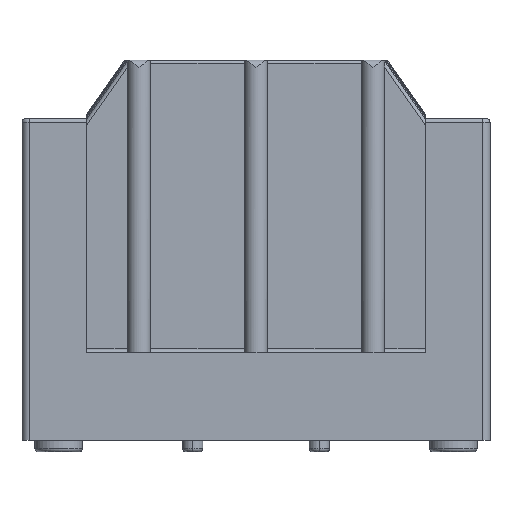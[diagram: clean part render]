
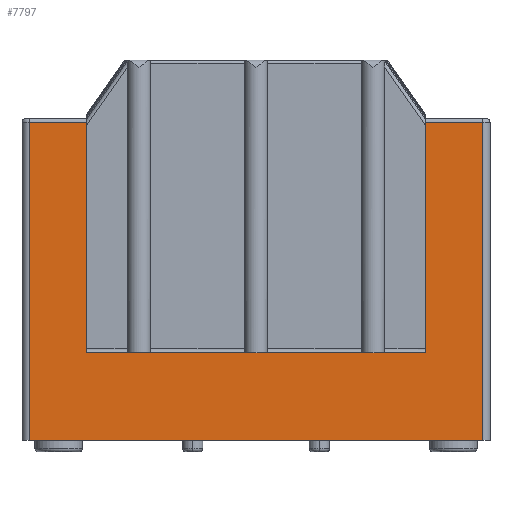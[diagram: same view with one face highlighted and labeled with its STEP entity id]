
A CAD part, left-side view. The second image highlights one B-rep face of the part: STEP entity #7797.
In plain terms, the highlighted planar face has unit normal (-1, 0, 0).
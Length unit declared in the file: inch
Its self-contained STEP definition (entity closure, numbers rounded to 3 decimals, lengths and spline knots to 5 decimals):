
#1331 = EDGE_CURVE ( 'NONE', #54691, #79301, #49400, .T. ) ;
#4821 = CARTESIAN_POINT ( 'NONE',  ( -1., -1.9375, 0. ) ) ;
#5058 = CARTESIAN_POINT ( 'NONE',  ( -1., 0., -2.5 ) ) ;
#5896 = DIRECTION ( 'NONE',  ( 0., 1., 0. ) ) ;
#6833 = EDGE_CURVE ( 'NONE', #83677, #54691, #70225, .T. ) ;
#7797 = ADVANCED_FACE ( 'NONE', ( #27684 ), #57890, .T. ) ;
#8264 = EDGE_LOOP ( 'NONE', ( #50319, #91080, #72938, #53685, #94373, #54758, #15001, #34212, #76257, #91932, #59450 ) ) ;
#9681 = LINE ( 'NONE', #4821, #48146 ) ;
#10042 = DIRECTION ( 'NONE',  ( 0., 1., 0. ) ) ;
#13575 = VECTOR ( 'NONE', #5896, 39.37008 ) ;
#14286 = EDGE_CURVE ( 'NONE', #79301, #51437, #81154, .T. ) ;
#14356 = CARTESIAN_POINT ( 'NONE',  ( -1., 0., -2.5 ) ) ;
#14357 = EDGE_CURVE ( 'NONE', #15118, #40370, #69062, .T. ) ;
#14457 = CARTESIAN_POINT ( 'NONE',  ( -1., 1.45, -2.5 ) ) ;
#14597 = LINE ( 'NONE', #80415, #68685 ) ;
#15001 = ORIENTED_EDGE ( 'NONE', *, *, #6833, .F. ) ;
#15118 = VERTEX_POINT ( 'NONE', #23043 ) ;
#17645 = AXIS2_PLACEMENT_3D ( 'NONE', #19920, #73637, #27619 ) ;
#19868 = VECTOR ( 'NONE', #10042, 39.37008 ) ;
#19920 = CARTESIAN_POINT ( 'NONE',  ( -1., 0., 0. ) ) ;
#20577 = EDGE_CURVE ( 'NONE', #63651, #40370, #29366, .T. ) ;
#21231 = VERTEX_POINT ( 'NONE', #77608 ) ;
#23043 = CARTESIAN_POINT ( 'NONE',  ( -1., -1.45, -2.5 ) ) ;
#26010 = LINE ( 'NONE', #42732, #43945 ) ;
#26759 = EDGE_CURVE ( 'NONE', #86615, #63651, #9681, .T. ) ;
#27619 = DIRECTION ( 'NONE',  ( 0., 0., 1. ) ) ;
#27684 = FACE_OUTER_BOUND ( 'NONE', #8264, .T. ) ;
#28154 = VECTOR ( 'NONE', #36700, 39.37008 ) ;
#28492 = CARTESIAN_POINT ( 'NONE',  ( -1., -1.9375, -3.25 ) ) ;
#28849 = DIRECTION ( 'NONE',  ( 0., -1., 0. ) ) ;
#28962 = VECTOR ( 'NONE', #28849, 39.37008 ) ;
#29002 = CARTESIAN_POINT ( 'NONE',  ( -1., -1.45, -2.5 ) ) ;
#29366 = LINE ( 'NONE', #76063, #88231 ) ;
#30025 = DIRECTION ( 'NONE',  ( 0., 1., 0. ) ) ;
#34212 = ORIENTED_EDGE ( 'NONE', *, *, #68456, .T. ) ;
#35680 = DIRECTION ( 'NONE',  ( 0., 0., -1. ) ) ;
#35876 = CARTESIAN_POINT ( 'NONE',  ( -1., 1.45, -2.5 ) ) ;
#36700 = DIRECTION ( 'NONE',  ( 0., 0., 1. ) ) ;
#37804 = CARTESIAN_POINT ( 'NONE',  ( -1., 1.9375, -3.25 ) ) ;
#40370 = VERTEX_POINT ( 'NONE', #68379 ) ;
#40701 = LINE ( 'NONE', #14457, #58742 ) ;
#42732 = CARTESIAN_POINT ( 'NONE',  ( -1., 1.9375, 0. ) ) ;
#43945 = VECTOR ( 'NONE', #35680, 39.37008 ) ;
#45752 = EDGE_CURVE ( 'NONE', #66857, #73388, #26010, .T. ) ;
#48146 = VECTOR ( 'NONE', #74449, 39.37008 ) ;
#49400 = LINE ( 'NONE', #67126, #28962 ) ;
#49752 = VECTOR ( 'NONE', #76201, 39.37008 ) ;
#50319 = ORIENTED_EDGE ( 'NONE', *, *, #26759, .T. ) ;
#51437 = VERTEX_POINT ( 'NONE', #81203 ) ;
#52029 = CARTESIAN_POINT ( 'NONE',  ( -1., 0., -3.25 ) ) ;
#53685 = ORIENTED_EDGE ( 'NONE', *, *, #70642, .F. ) ;
#54471 = LINE ( 'NONE', #52029, #13575 ) ;
#54691 = VERTEX_POINT ( 'NONE', #59698 ) ;
#54758 = ORIENTED_EDGE ( 'NONE', *, *, #1331, .F. ) ;
#56069 = CARTESIAN_POINT ( 'NONE',  ( -1., 0., -0.5312 ) ) ;
#57890 = PLANE ( 'NONE',  #17645 ) ;
#58261 = VECTOR ( 'NONE', #89764, 39.37008 ) ;
#58742 = VECTOR ( 'NONE', #91349, 39.37008 ) ;
#59450 = ORIENTED_EDGE ( 'NONE', *, *, #83725, .F. ) ;
#59698 = CARTESIAN_POINT ( 'NONE',  ( -1., 1., -2.5 ) ) ;
#60760 = LINE ( 'NONE', #56069, #19868 ) ;
#62314 = EDGE_CURVE ( 'NONE', #21231, #66857, #60760, .T. ) ;
#62859 = CARTESIAN_POINT ( 'NONE',  ( -1., 1.9375, -0.5312 ) ) ;
#63651 = VERTEX_POINT ( 'NONE', #96969 ) ;
#65266 = DIRECTION ( 'NONE',  ( 0., -1., 0. ) ) ;
#66857 = VERTEX_POINT ( 'NONE', #62859 ) ;
#67126 = CARTESIAN_POINT ( 'NONE',  ( -1., 0., -2.5 ) ) ;
#68379 = CARTESIAN_POINT ( 'NONE',  ( -1., -1.45, -0.5312 ) ) ;
#68456 = EDGE_CURVE ( 'NONE', #83677, #21231, #40701, .T. ) ;
#68685 = VECTOR ( 'NONE', #65266, 39.37008 ) ;
#69062 = LINE ( 'NONE', #29002, #28154 ) ;
#70225 = LINE ( 'NONE', #14356, #49752 ) ;
#70642 = EDGE_CURVE ( 'NONE', #51437, #15118, #14597, .T. ) ;
#72938 = ORIENTED_EDGE ( 'NONE', *, *, #14357, .F. ) ;
#73388 = VERTEX_POINT ( 'NONE', #37804 ) ;
#73637 = DIRECTION ( 'NONE',  ( -1., 0., 0. ) ) ;
#74449 = DIRECTION ( 'NONE',  ( 0., 0., 1. ) ) ;
#76063 = CARTESIAN_POINT ( 'NONE',  ( -1., 0., -0.5312 ) ) ;
#76201 = DIRECTION ( 'NONE',  ( 0., -1., 0. ) ) ;
#76257 = ORIENTED_EDGE ( 'NONE', *, *, #62314, .T. ) ;
#77608 = CARTESIAN_POINT ( 'NONE',  ( -1., 1.45, -0.5312 ) ) ;
#79301 = VERTEX_POINT ( 'NONE', #94569 ) ;
#80415 = CARTESIAN_POINT ( 'NONE',  ( -1., 0., -2.5 ) ) ;
#81154 = LINE ( 'NONE', #5058, #58261 ) ;
#81203 = CARTESIAN_POINT ( 'NONE',  ( -1., -1., -2.5 ) ) ;
#83677 = VERTEX_POINT ( 'NONE', #35876 ) ;
#83725 = EDGE_CURVE ( 'NONE', #86615, #73388, #54471, .T. ) ;
#86615 = VERTEX_POINT ( 'NONE', #28492 ) ;
#88231 = VECTOR ( 'NONE', #30025, 39.37008 ) ;
#89764 = DIRECTION ( 'NONE',  ( 0., -1., 0. ) ) ;
#91080 = ORIENTED_EDGE ( 'NONE', *, *, #20577, .T. ) ;
#91349 = DIRECTION ( 'NONE',  ( 0., 0., 1. ) ) ;
#91932 = ORIENTED_EDGE ( 'NONE', *, *, #45752, .T. ) ;
#94373 = ORIENTED_EDGE ( 'NONE', *, *, #14286, .F. ) ;
#94569 = CARTESIAN_POINT ( 'NONE',  ( -1., 0., -2.5 ) ) ;
#96969 = CARTESIAN_POINT ( 'NONE',  ( -1., -1.9375, -0.5312 ) ) ;
